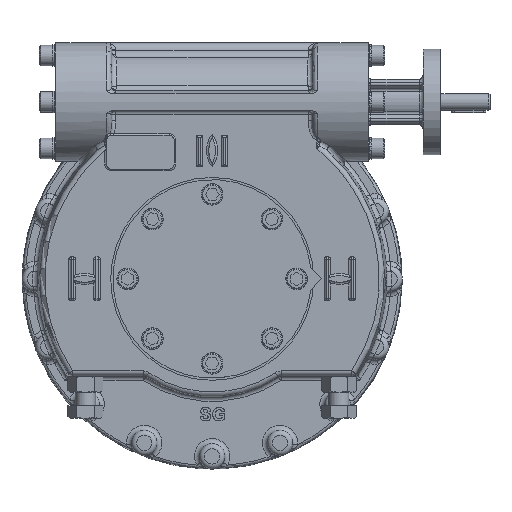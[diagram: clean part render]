
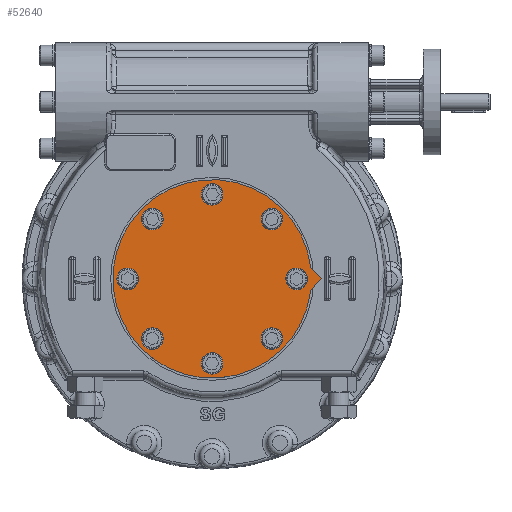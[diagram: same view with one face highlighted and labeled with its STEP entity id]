
A CAD part, top view. The second image highlights one B-rep face of the part: STEP entity #52640.
In plain terms, the highlighted planar face has unit normal (0, 0, 1).
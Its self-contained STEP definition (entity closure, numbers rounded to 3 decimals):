
#2085=LINE('',#72845,#7488);
#2087=LINE('',#72849,#7490);
#7488=VECTOR('',#59679,1000.);
#7490=VECTOR('',#59683,1000.);
#12890=PLANE('',#55782);
#15529=ORIENTED_EDGE('',*,*,#31571,.T.);
#15530=ORIENTED_EDGE('',*,*,#31572,.T.);
#15531=ORIENTED_EDGE('',*,*,#31573,.T.);
#15532=ORIENTED_EDGE('',*,*,#31574,.T.);
#15533=ORIENTED_EDGE('',*,*,#31575,.T.);
#15534=ORIENTED_EDGE('',*,*,#31576,.T.);
#15535=ORIENTED_EDGE('',*,*,#31577,.F.);
#15536=ORIENTED_EDGE('',*,*,#31578,.F.);
#15537=ORIENTED_EDGE('',*,*,#31565,.F.);
#15538=ORIENTED_EDGE('',*,*,#31570,.F.);
#15539=ORIENTED_EDGE('',*,*,#31568,.F.);
#31565=EDGE_CURVE('',#39590,#39591,#44751,.T.);
#31568=EDGE_CURVE('',#39591,#39592,#2085,.T.);
#31570=EDGE_CURVE('',#39592,#39590,#2087,.T.);
#31571=EDGE_CURVE('',#39593,#39593,#44752,.T.);
#31572=EDGE_CURVE('',#39594,#39594,#44753,.T.);
#31573=EDGE_CURVE('',#39595,#39595,#44754,.T.);
#31574=EDGE_CURVE('',#39596,#39596,#44755,.T.);
#31575=EDGE_CURVE('',#39597,#39597,#44756,.T.);
#31576=EDGE_CURVE('',#39598,#39598,#44757,.T.);
#31577=EDGE_CURVE('',#39599,#39599,#44758,.T.);
#31578=EDGE_CURVE('',#39600,#39600,#44759,.T.);
#39590=VERTEX_POINT('',#72840);
#39591=VERTEX_POINT('',#72841);
#39592=VERTEX_POINT('',#72846);
#39593=VERTEX_POINT('',#72852);
#39594=VERTEX_POINT('',#72854);
#39595=VERTEX_POINT('',#72856);
#39596=VERTEX_POINT('',#72858);
#39597=VERTEX_POINT('',#72860);
#39598=VERTEX_POINT('',#72862);
#39599=VERTEX_POINT('',#72864);
#39600=VERTEX_POINT('',#72866);
#44751=CIRCLE('',#55779,117.5);
#44752=CIRCLE('',#55783,12.7);
#44753=CIRCLE('',#55784,12.7);
#44754=CIRCLE('',#55785,12.7);
#44755=CIRCLE('',#55786,12.7);
#44756=CIRCLE('',#55787,12.7);
#44757=CIRCLE('',#55788,12.7);
#44758=CIRCLE('',#55789,12.7);
#44759=CIRCLE('',#55790,12.7);
#45701=EDGE_LOOP('',(#15529));
#45702=EDGE_LOOP('',(#15530));
#45703=EDGE_LOOP('',(#15531));
#45704=EDGE_LOOP('',(#15532));
#45705=EDGE_LOOP('',(#15533));
#45706=EDGE_LOOP('',(#15534));
#45707=EDGE_LOOP('',(#15535));
#45708=EDGE_LOOP('',(#15536));
#45709=EDGE_LOOP('',(#15537,#15538,#15539));
#49108=FACE_BOUND('',#45701,.T.);
#49109=FACE_BOUND('',#45702,.T.);
#49110=FACE_BOUND('',#45703,.T.);
#49111=FACE_BOUND('',#45704,.T.);
#49112=FACE_BOUND('',#45705,.T.);
#49113=FACE_BOUND('',#45706,.T.);
#49114=FACE_BOUND('',#45707,.T.);
#49115=FACE_BOUND('',#45708,.T.);
#49116=FACE_BOUND('',#45709,.T.);
#52640=ADVANCED_FACE('',(#49108,#49109,#49110,#49111,#49112,#49113,#49114,
#49115,#49116),#12890,.F.);
#55779=AXIS2_PLACEMENT_3D('',#72839,#59673,#59674);
#55782=AXIS2_PLACEMENT_3D('',#72850,#59684,#59685);
#55783=AXIS2_PLACEMENT_3D('',#72851,#59686,#59687);
#55784=AXIS2_PLACEMENT_3D('',#72853,#59688,#59689);
#55785=AXIS2_PLACEMENT_3D('',#72855,#59690,#59691);
#55786=AXIS2_PLACEMENT_3D('',#72857,#59692,#59693);
#55787=AXIS2_PLACEMENT_3D('',#72859,#59694,#59695);
#55788=AXIS2_PLACEMENT_3D('',#72861,#59696,#59697);
#55789=AXIS2_PLACEMENT_3D('',#72863,#59698,#59699);
#55790=AXIS2_PLACEMENT_3D('',#72865,#59700,#59701);
#59673=DIRECTION('',(0.,0.,-1.));
#59674=DIRECTION('',(1.,0.,0.));
#59679=DIRECTION('',(0.707,-0.707,0.));
#59683=DIRECTION('',(-0.707,-0.707,0.));
#59684=DIRECTION('',(0.,0.,-1.));
#59685=DIRECTION('',(0.,1.,0.));
#59686=DIRECTION('',(0.,0.,-1.));
#59687=DIRECTION('',(0.,1.,0.));
#59688=DIRECTION('',(0.,0.,-1.));
#59689=DIRECTION('',(0.,1.,0.));
#59690=DIRECTION('',(0.,0.,-1.));
#59691=DIRECTION('',(0.,1.,0.));
#59692=DIRECTION('',(0.,0.,-1.));
#59693=DIRECTION('',(0.,1.,0.));
#59694=DIRECTION('',(0.,0.,-1.));
#59695=DIRECTION('',(0.,1.,0.));
#59696=DIRECTION('',(0.,0.,-1.));
#59697=DIRECTION('',(0.,1.,0.));
#59698=DIRECTION('',(0.,0.,1.));
#59699=DIRECTION('',(-0.707,0.707,0.));
#59700=DIRECTION('',(0.,0.,1.));
#59701=DIRECTION('',(0.,1.,0.));
#72839=CARTESIAN_POINT('',(0.,0.,122.));
#72840=CARTESIAN_POINT('',(116.751,-13.249,122.));
#72841=CARTESIAN_POINT('',(116.751,13.249,122.));
#72845=CARTESIAN_POINT('',(116.751,13.249,122.));
#72846=CARTESIAN_POINT('',(130.,0.,122.));
#72849=CARTESIAN_POINT('',(130.,0.,122.));
#72850=CARTESIAN_POINT('',(0.,0.,122.));
#72851=CARTESIAN_POINT('',(70.711,-70.711,122.));
#72852=CARTESIAN_POINT('',(70.711,-58.011,122.));
#72853=CARTESIAN_POINT('',(0.,-100.,122.));
#72854=CARTESIAN_POINT('',(0.,-87.3,122.));
#72855=CARTESIAN_POINT('',(-70.711,70.711,122.));
#72856=CARTESIAN_POINT('',(-70.711,83.411,122.));
#72857=CARTESIAN_POINT('',(0.,100.,122.));
#72858=CARTESIAN_POINT('',(0.,112.7,122.));
#72859=CARTESIAN_POINT('',(-70.711,-70.711,122.));
#72860=CARTESIAN_POINT('',(-70.711,-58.011,122.));
#72861=CARTESIAN_POINT('',(-100.,0.,122.));
#72862=CARTESIAN_POINT('',(-100.,12.7,122.));
#72863=CARTESIAN_POINT('',(70.711,70.711,122.));
#72864=CARTESIAN_POINT('',(61.73,79.691,122.));
#72865=CARTESIAN_POINT('',(100.,0.,122.));
#72866=CARTESIAN_POINT('',(100.,12.7,122.));
